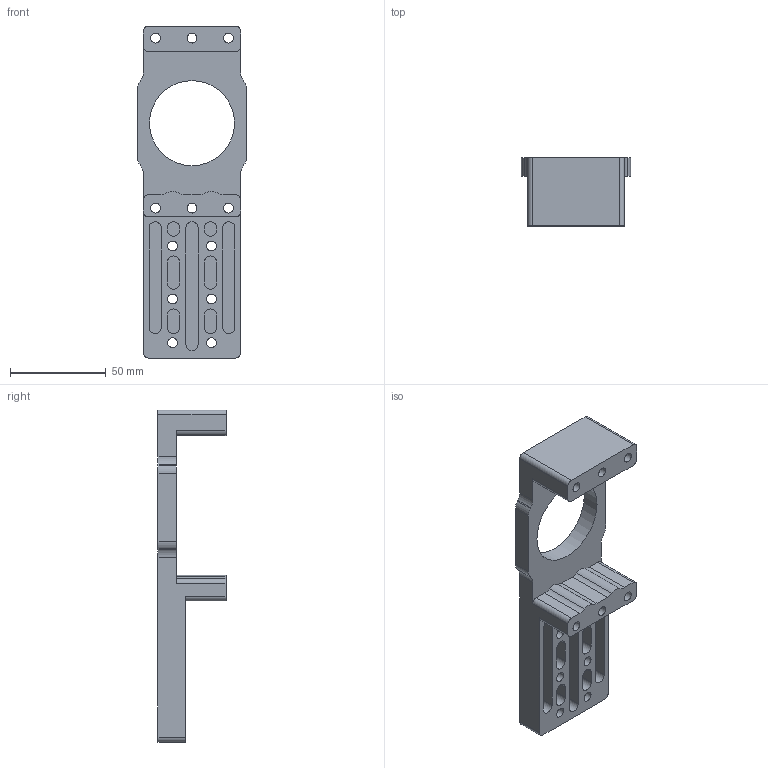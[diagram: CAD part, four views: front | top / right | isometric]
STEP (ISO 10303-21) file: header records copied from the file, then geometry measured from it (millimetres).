
FILE_DESCRIPTION(/* description */ ('STEP AP242','CAx-IF Rec.Pracs.---Representation and Presentation of Product Manufacturing Information (PMI)---4.0---2014-10-13','CAx-IF Rec.Pracs.---3D Tessellated Geometry---0.4---2014-09-14','2;1'),/* implementation_level */ '2;1');
FILE_NAME(/* name */ '6171834eef94bc300b59b67d',/* time_stamp */ '2021-10-21T15:12:14+00:00',/* author */ (''),/* organization */ (''),/* preprocessor_version */ 'ST-DEVELOPER v18.1',/* originating_system */ ' ',/* authorisation */ ' ');
FILE_SCHEMA (('AP242_MANAGED_MODEL_BASED_3D_ENGINEERING_MIM_LF { 1 0 10303 442 1 1 4 }'));
Length unit declared in the file: metre
Products named in the file (1): CW box adaptor
Bounding box: 57.15 x 35.56 x 173.61 mm (x, y, z)
Volume: 102666.4 mm3; surface area: 37929.3 mm2
Topology: 1 solids, 1 shells, 120 faces, 320 edges, 217 vertices
Faces by surface type: cylinder 63, plane 55, cone 2
Full cylindrical faces by diameter (mm): 5.105 x14, 9.525 x6, 44.45 x1
Entity records: 3630 total; most frequent: DIRECTION 650, CARTESIAN_POINT 607, ORIENTED_EDGE 564, EDGE_CURVE 282, AXIS2_PLACEMENT_3D 247, VERTEX_POINT 204, FACE_BOUND 186, EDGE_LOOP 184
